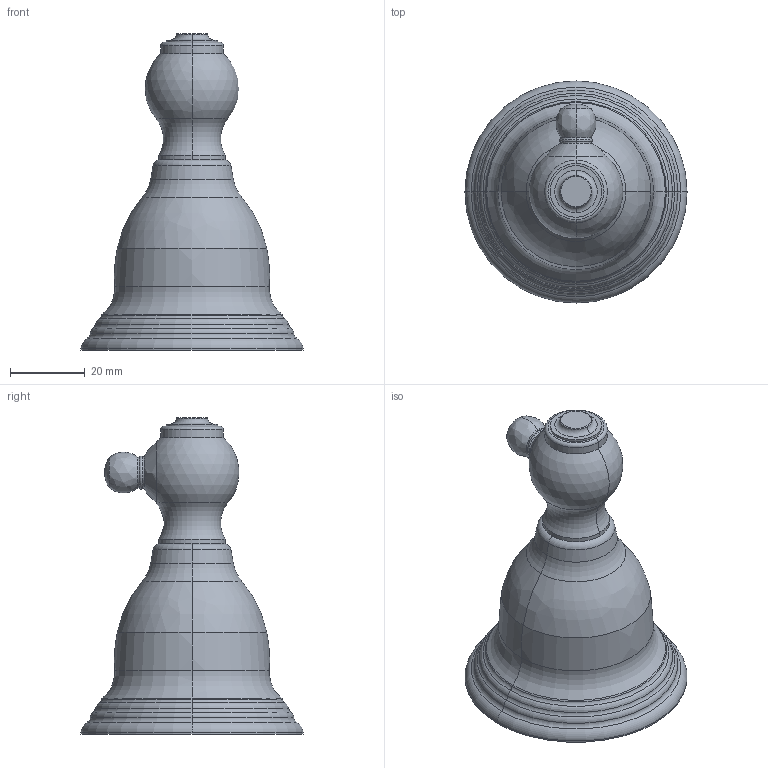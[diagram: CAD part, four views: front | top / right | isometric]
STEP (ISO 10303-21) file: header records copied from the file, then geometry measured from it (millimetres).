
FILE_DESCRIPTION((''),'2;1');
FILE_NAME('12-12_WEB','2010-08-13T',('project'),(''),'PRO/ENGINEER BY PARAMETRIC TECHNOLOGY CORPORATION, 2009300','PRO/ENGINEER BY PARAMETRIC TECHNOLOGY CORPORATION, 2009300','');
FILE_SCHEMA(('CONFIG_CONTROL_DESIGN'));
Length unit declared in the file: inch
Products named in the file (1): 12-12_WEB
Bounding box: 59.44 x 59.44 x 84.66 mm (x, y, z)
Surface area: 14099.1 mm2 (no closed solid volume)
Topology: 0 solids, 7 shells, 77 faces, 182 edges, 109 vertices
Faces by surface type: torus 32, bspline 14, cylinder 14, plane 7, cone 6, sphere 4
Entity records: 4124 total; most frequent: CARTESIAN_POINT 2385, DIRECTION 384, ORIENTED_EDGE 331, AXIS2_PLACEMENT_3D 181, EDGE_CURVE 180, CIRCLE 118, VERTEX_POINT 109, EDGE_LOOP 77
